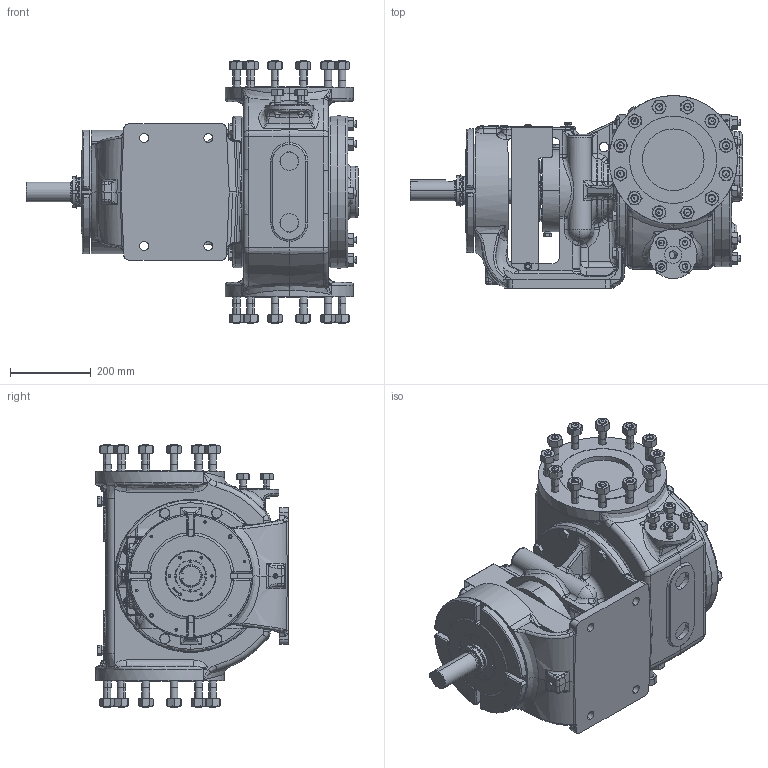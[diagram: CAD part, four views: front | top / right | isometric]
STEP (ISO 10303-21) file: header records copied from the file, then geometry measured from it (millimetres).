
FILE_DESCRIPTION (( 'STEP AP214' ), '1' );
FILE_NAME ('QS4223AX.STEP', '2017-01-19T17:04:40', ( '' ), ( '' ), 'SwSTEP 2.0', 'SolidWorks 2016', '' );
FILE_SCHEMA (( 'AUTOMOTIVE_DESIGN' ));
Length unit declared in the file: inch
Products named in the file (2): QS4223AX
Bounding box: 820.67 x 476.25 x 647.7 mm (x, y, z)
Volume: 72747941.9 mm3; surface area: 2252467.7 mm2
Topology: 1 solids, 9 shells, 4857 faces, 11827 edges, 7284 vertices
Faces by surface type: plane 2006, bspline 1003, cone 885, cylinder 836, torus 92, sphere 35
Entity records: 248834 total; most frequent: CARTESIAN_POINT 98861, ORIENTED_EDGE 23414, DIRECTION 18617, EDGE_CURVE 11707, VERTEX_POINT 7284, AXIS2_PLACEMENT_3D 6749, EDGE_LOOP 5323, LINE 5119
